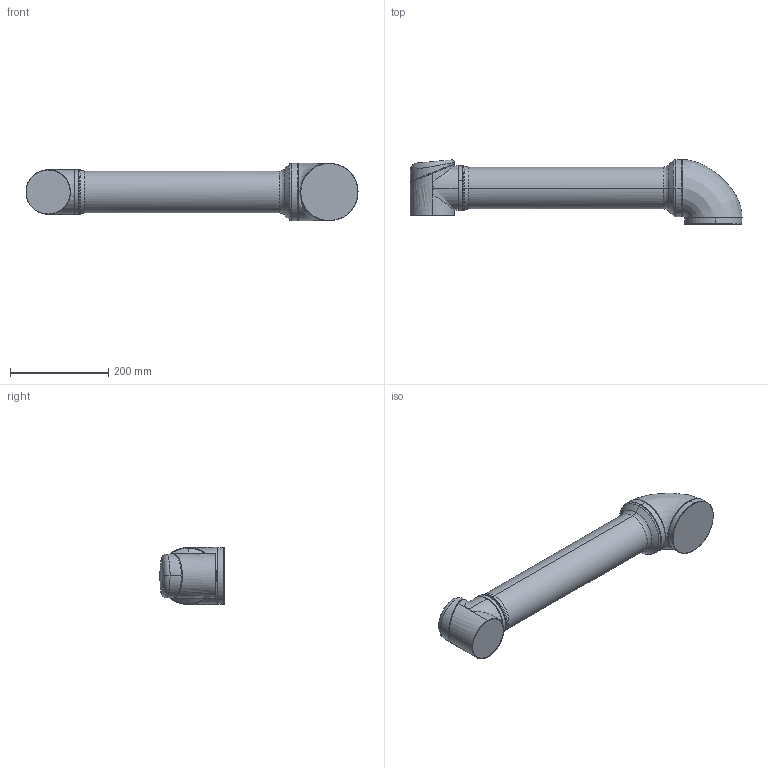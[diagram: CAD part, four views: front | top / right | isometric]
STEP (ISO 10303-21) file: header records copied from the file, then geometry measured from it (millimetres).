
FILE_DESCRIPTION(/* description */ (''),/* implementation_level */ '2;1');
FILE_NAME(/* name */ 'axe_3',/* time_stamp */ '2023-11-30T14:45:11+01:00',/* author */ (''),/* organization */ (''),/* preprocessor_version */ 'ST-DEVELOPER v16.5',/* originating_system */ 'Rhino 7.34',/* authorisation */ '');
FILE_SCHEMA (('CONFIG_CONTROL_DESIGN'));
Length unit declared in the file: millimetre
Products named in the file (2): Document; RR_A3
Assembly tree (1 placements, depth 2):
  Document
    RR_A3
Bounding box: 674.55 x 131.8 x 116 mm (x, y, z)
Volume: 35.2 mm3; surface area: 220971.9 mm2
Topology: 2 solids, 3 shells, 119 faces, 251 edges, 142 vertices
Faces by surface type: bspline 90, cylinder 18, plane 11
Entity records: 8528 total; most frequent: CARTESIAN_POINT 6902, ORIENTED_EDGE 500, EDGE_CURVE 251, VERTEX_POINT 142, EDGE_LOOP 127, ADVANCED_FACE 119, FACE_OUTER_BOUND 119, B_SPLINE_CURVE_WITH_KNOTS 70
